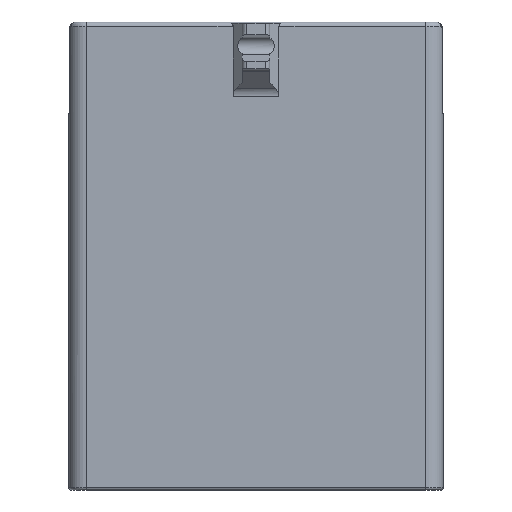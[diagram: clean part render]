
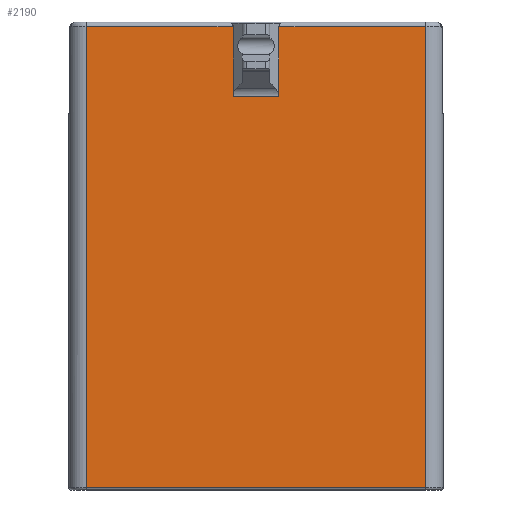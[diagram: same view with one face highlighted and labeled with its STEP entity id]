
A CAD part, front view. The second image highlights one B-rep face of the part: STEP entity #2190.
In plain terms, the highlighted planar face has unit normal (0, -1, 0).
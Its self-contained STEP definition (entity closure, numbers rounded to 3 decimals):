
#81=PLANE('',#2355);
#145=FACE_OUTER_BOUND('',#269,.T.);
#269=EDGE_LOOP('',(#1499,#1500,#1501,#1502,#1503,#1504,#1505,#1506));
#402=LINE('',#3295,#598);
#407=LINE('',#3325,#603);
#410=LINE('',#3348,#606);
#411=LINE('',#3350,#607);
#412=LINE('',#3352,#608);
#413=LINE('',#3354,#609);
#414=LINE('',#3356,#610);
#415=LINE('',#3357,#611);
#598=VECTOR('',#2619,10.);
#603=VECTOR('',#2656,10.);
#606=VECTOR('',#2663,10.);
#607=VECTOR('',#2664,10.);
#608=VECTOR('',#2665,10.);
#609=VECTOR('',#2666,10.);
#610=VECTOR('',#2667,10.);
#611=VECTOR('',#2668,10.);
#902=VERTEX_POINT('',#3285);
#904=VERTEX_POINT('',#3291);
#914=VERTEX_POINT('',#3324);
#919=VERTEX_POINT('',#3347);
#920=VERTEX_POINT('',#3349);
#921=VERTEX_POINT('',#3351);
#922=VERTEX_POINT('',#3353);
#923=VERTEX_POINT('',#3355);
#1126=EDGE_CURVE('',#902,#904,#402,.T.);
#1141=EDGE_CURVE('',#904,#914,#407,.T.);
#1147=EDGE_CURVE('',#902,#919,#410,.T.);
#1148=EDGE_CURVE('',#920,#919,#411,.T.);
#1149=EDGE_CURVE('',#920,#921,#412,.T.);
#1150=EDGE_CURVE('',#922,#921,#413,.T.);
#1151=EDGE_CURVE('',#922,#923,#414,.T.);
#1152=EDGE_CURVE('',#914,#923,#415,.T.);
#1499=ORIENTED_EDGE('',*,*,#1126,.F.);
#1500=ORIENTED_EDGE('',*,*,#1147,.T.);
#1501=ORIENTED_EDGE('',*,*,#1148,.F.);
#1502=ORIENTED_EDGE('',*,*,#1149,.T.);
#1503=ORIENTED_EDGE('',*,*,#1150,.F.);
#1504=ORIENTED_EDGE('',*,*,#1151,.T.);
#1505=ORIENTED_EDGE('',*,*,#1152,.F.);
#1506=ORIENTED_EDGE('',*,*,#1141,.F.);
#2190=ADVANCED_FACE('',(#145),#81,.T.);
#2355=AXIS2_PLACEMENT_3D('',#3346,#2661,#2662);
#2619=DIRECTION('',(-1.,0.,0.));
#2656=DIRECTION('',(0.,0.,1.));
#2661=DIRECTION('center_axis',(0.,-1.,0.));
#2662=DIRECTION('ref_axis',(1.,0.,0.));
#2663=DIRECTION('',(0.,0.,1.));
#2664=DIRECTION('',(1.,0.,0.));
#2665=DIRECTION('',(0.,0.,-1.));
#2666=DIRECTION('',(1.,0.,0.));
#2667=DIRECTION('',(0.,0.,1.));
#2668=DIRECTION('',(1.,0.,0.));
#3285=CARTESIAN_POINT('',(37.1,-7.9,-1.7));
#3291=CARTESIAN_POINT('',(-37.1,-7.9,-1.7));
#3295=CARTESIAN_POINT('',(-18.55,-7.9,-1.7));
#3324=CARTESIAN_POINT('',(-37.1,-7.9,99.));
#3325=CARTESIAN_POINT('',(-37.1,-7.9,0.));
#3346=CARTESIAN_POINT('Origin',(-37.1,-7.9,0.));
#3347=CARTESIAN_POINT('',(37.1,-7.9,99.));
#3348=CARTESIAN_POINT('',(37.1,-7.9,0.));
#3349=CARTESIAN_POINT('',(5.,-7.9,99.));
#3350=CARTESIAN_POINT('',(-18.55,-7.9,99.));
#3351=CARTESIAN_POINT('',(5.,-7.9,83.729));
#3352=CARTESIAN_POINT('',(5.,-7.9,23.691));
#3353=CARTESIAN_POINT('',(-5.,-7.9,83.729));
#3354=CARTESIAN_POINT('',(-27.825,-7.9,83.729));
#3355=CARTESIAN_POINT('',(-5.,-7.9,99.));
#3356=CARTESIAN_POINT('',(-5.,-7.9,23.691));
#3357=CARTESIAN_POINT('',(-18.55,-7.9,99.));
